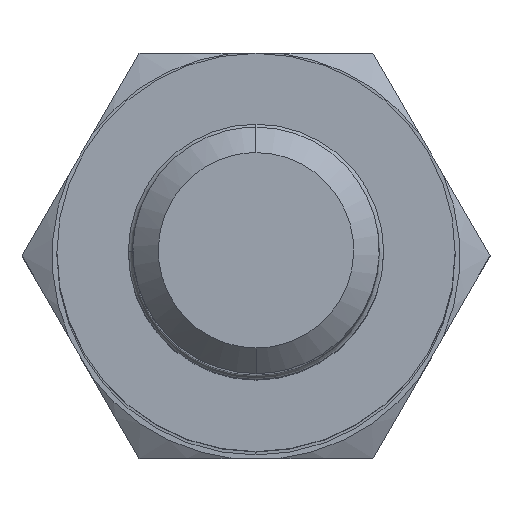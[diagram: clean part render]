
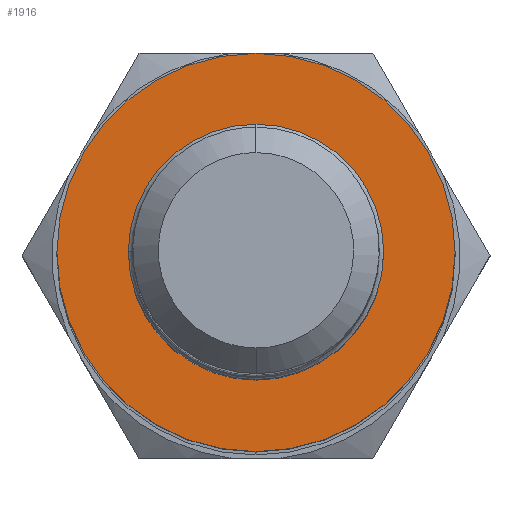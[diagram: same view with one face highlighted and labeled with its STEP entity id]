
A CAD part, top view. The second image highlights one B-rep face of the part: STEP entity #1916.
In plain terms, the highlighted planar face has unit normal (0, 0, 1).
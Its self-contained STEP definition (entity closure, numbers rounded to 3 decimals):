
#366=CARTESIAN_POINT('',(0.,0.,41.2));
#367=DIRECTION('',(0.,0.,-1.));
#368=DIRECTION('',(0.,-1.,0.));
#369=AXIS2_PLACEMENT_3D('',#366,#367,#368);
#380=CARTESIAN_POINT('',(0.,0.,41.2));
#381=DIRECTION('',(0.,0.,1.));
#382=DIRECTION('',(0.,-1.,0.));
#383=AXIS2_PLACEMENT_3D('',#380,#381,#382);
#385=CARTESIAN_POINT('',(0.,0.,41.2));
#386=DIRECTION('',(0.,0.,1.));
#387=DIRECTION('',(-1.,0.,0.));
#388=AXIS2_PLACEMENT_3D('',#385,#386,#387);
#390=CARTESIAN_POINT('',(0.,0.,41.2));
#391=DIRECTION('',(0.,0.,1.));
#392=DIRECTION('',(1.,0.,0.));
#393=AXIS2_PLACEMENT_3D('',#390,#391,#392);
#1370=CARTESIAN_POINT('',(0.,-3.9,41.2));
#1371=CARTESIAN_POINT('',(0.,3.9,41.2));
#1372=VERTEX_POINT('',#1370);
#1373=VERTEX_POINT('',#1371);
#1430=CARTESIAN_POINT('',(-2.5,0.,41.2));
#1431=CARTESIAN_POINT('',(2.5,0.,41.2));
#1432=VERTEX_POINT('',#1430);
#1433=VERTEX_POINT('',#1431);
#1901=CARTESIAN_POINT('',(0.,0.,41.2));
#1902=DIRECTION('',(0.,0.,1.));
#1903=DIRECTION('',(0.,1.,0.));
#1904=AXIS2_PLACEMENT_3D('',#1901,#1902,#1903);
#1905=PLANE('',#1904);
#1906=ORIENTED_EDGE('',*,*,#1881,.T.);
#1907=ORIENTED_EDGE('',*,*,#1895,.F.);
#1908=EDGE_LOOP('',(#1906,#1907));
#1909=FACE_OUTER_BOUND('',#1908,.F.);
#1911=ORIENTED_EDGE('',*,*,#1910,.T.);
#1913=ORIENTED_EDGE('',*,*,#1912,.T.);
#1914=EDGE_LOOP('',(#1911,#1913));
#1915=FACE_BOUND('',#1914,.F.);
#1916=ADVANCED_FACE('',(#1909,#1915),#1905,.T.);
#370=CIRCLE('',#369,3.9);
#384=CIRCLE('',#383,3.9);
#389=CIRCLE('',#388,2.5);
#394=CIRCLE('',#393,2.5);
#1881=EDGE_CURVE('',#1372,#1373,#370,.T.);
#1895=EDGE_CURVE('',#1372,#1373,#384,.T.);
#1910=EDGE_CURVE('',#1432,#1433,#389,.T.);
#1912=EDGE_CURVE('',#1433,#1432,#394,.T.);
